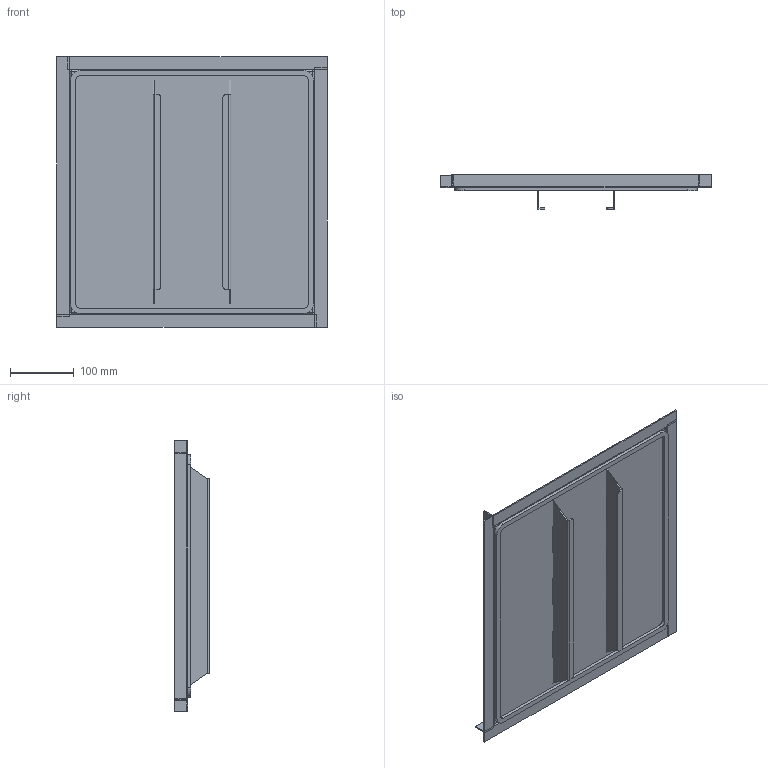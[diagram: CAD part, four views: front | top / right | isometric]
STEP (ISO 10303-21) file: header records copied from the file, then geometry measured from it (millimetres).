
FILE_DESCRIPTION (( 'STEP AP214' ), '1' );
FILE_NAME ('7405952_KSTP1.stp', '2016-10-14T13:24:21', ( '' ), ( '' ), 'SwSTEP 2.0', 'SolidWorks 2016', '' );
FILE_SCHEMA (( 'AUTOMOTIVE_DESIGN' ));
Length unit declared in the file: millimetre
Products named in the file (7): 7405952_KSTP1; 079420_H=19 mm_VA; 43816BB_Standard; 43812BB_Standard; 40467BB_H= 19mm_VA; 40547AC_Standard; P_42994B_1_Standard
Assembly tree (10 placements, depth 3):
  7405952_KSTP1
    40467BB_H= 19mm_VA
      079420_H=19 mm_VA
      43816BB_Standard  x2
      43812BB_Standard
    40547AC_Standard  x4
    P_42994B_1_Standard
Bounding box: 423.8 x 54 x 423.8 mm (x, y, z)
Volume: 1725023.5 mm3; surface area: 877693.8 mm2
Topology: 9 solids, 9 shells, 182 faces, 444 edges, 280 vertices
Faces by surface type: plane 158, cylinder 24
Entity records: 3916 total; most frequent: CARTESIAN_POINT 640, DIRECTION 628, ORIENTED_EDGE 616, EDGE_CURVE 308, LINE 268, VECTOR 268, VERTEX_POINT 192, AXIS2_PLACEMENT_3D 180
